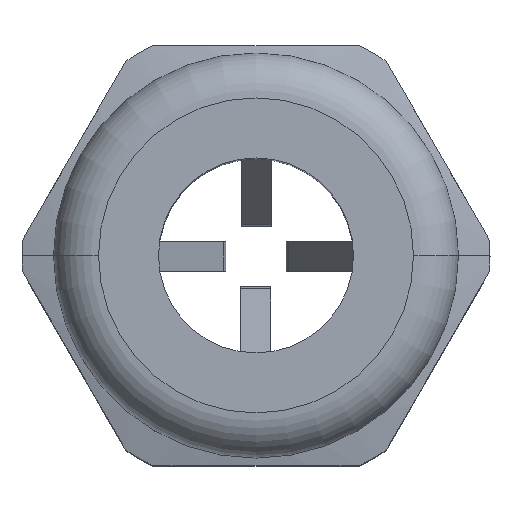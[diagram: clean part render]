
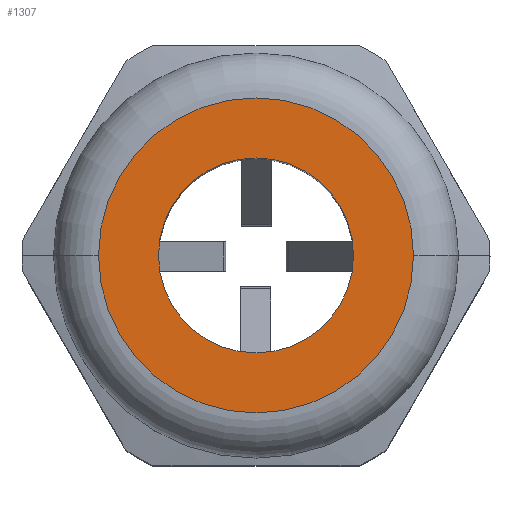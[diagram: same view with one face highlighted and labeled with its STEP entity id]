
A CAD part, top view. The second image highlights one B-rep face of the part: STEP entity #1307.
In plain terms, the highlighted planar face has unit normal (0, 0, 1).
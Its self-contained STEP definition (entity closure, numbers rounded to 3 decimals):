
#165 = AXIS2_PLACEMENT_3D ( 'NONE', #486, #361, #474 ) ;
#190 = AXIS2_PLACEMENT_3D ( 'NONE', #495, #308, #391 ) ;
#217 = FACE_BOUND ( 'NONE', #961, .T. ) ;
#220 = FACE_OUTER_BOUND ( 'NONE', #1009, .T. ) ;
#222 = AXIS2_PLACEMENT_3D ( 'NONE', #1948, #1740, #1739 ) ;
#308 = DIRECTION ( 'NONE',  ( 0., 0., 1. ) ) ;
#361 = DIRECTION ( 'NONE',  ( 0., 0., 1. ) ) ;
#391 = DIRECTION ( 'NONE',  ( 1., 0., 0. ) ) ;
#474 = DIRECTION ( 'NONE',  ( 1., 0., 0. ) ) ;
#486 = CARTESIAN_POINT ( 'NONE',  ( 0., 0., 22.7 ) ) ;
#495 = CARTESIAN_POINT ( 'NONE',  ( 0., 0., 22.7 ) ) ;
#604 = DIRECTION ( 'NONE',  ( 0., 0., 1. ) ) ;
#637 = DIRECTION ( 'NONE',  ( 1., 0., 0. ) ) ;
#675 = DIRECTION ( 'NONE',  ( 0., 0., 1. ) ) ;
#745 = DIRECTION ( 'NONE',  ( 1., 0., 0. ) ) ;
#795 = CARTESIAN_POINT ( 'NONE',  ( 0., 0., 22.7 ) ) ;
#797 = CARTESIAN_POINT ( 'NONE',  ( 0., 0., 22.7 ) ) ;
#961 = EDGE_LOOP ( 'NONE', ( #1685, #1680 ) ) ;
#1009 = EDGE_LOOP ( 'NONE', ( #1684, #1679 ) ) ;
#1159 = AXIS2_PLACEMENT_3D ( 'NONE', #797, #675, #637 ) ;
#1174 = AXIS2_PLACEMENT_3D ( 'NONE', #795, #604, #745 ) ;
#1307 = ADVANCED_FACE ( 'NONE', ( #217, #220 ), #1843, .T. ) ;
#1324 = EDGE_CURVE ( 'NONE', #2178, #2199, #1390, .T. ) ;
#1326 = EDGE_CURVE ( 'NONE', #2166, #2266, #1388, .T. ) ;
#1388 = CIRCLE ( 'NONE', #190, 3.25 ) ;
#1390 = CIRCLE ( 'NONE', #165, 5.25 ) ;
#1408 = CIRCLE ( 'NONE', #1174, 3.25 ) ;
#1452 = CIRCLE ( 'NONE', #1159, 5.25 ) ;
#1679 = ORIENTED_EDGE ( 'NONE', *, *, #2048, .T. ) ;
#1680 = ORIENTED_EDGE ( 'NONE', *, *, #1326, .F. ) ;
#1684 = ORIENTED_EDGE ( 'NONE', *, *, #1324, .T. ) ;
#1685 = ORIENTED_EDGE ( 'NONE', *, *, #2028, .F. ) ;
#1739 = DIRECTION ( 'NONE',  ( 1., 0., 0. ) ) ;
#1740 = DIRECTION ( 'NONE',  ( 0., 0., 1. ) ) ;
#1843 = PLANE ( 'NONE',  #222 ) ;
#1948 = CARTESIAN_POINT ( 'NONE',  ( 0., 0., 22.7 ) ) ;
#2028 = EDGE_CURVE ( 'NONE', #2266, #2166, #1408, .T. ) ;
#2048 = EDGE_CURVE ( 'NONE', #2199, #2178, #1452, .T. ) ;
#2166 = VERTEX_POINT ( 'NONE', #2518 ) ;
#2178 = VERTEX_POINT ( 'NONE', #2414 ) ;
#2199 = VERTEX_POINT ( 'NONE', #2489 ) ;
#2266 = VERTEX_POINT ( 'NONE', #2453 ) ;
#2414 = CARTESIAN_POINT ( 'NONE',  ( 5.25, 0., 22.7 ) ) ;
#2453 = CARTESIAN_POINT ( 'NONE',  ( 3.25, 0., 22.7 ) ) ;
#2489 = CARTESIAN_POINT ( 'NONE',  ( -5.25, 0., 22.7 ) ) ;
#2518 = CARTESIAN_POINT ( 'NONE',  ( -3.25, 0., 22.7 ) ) ;
